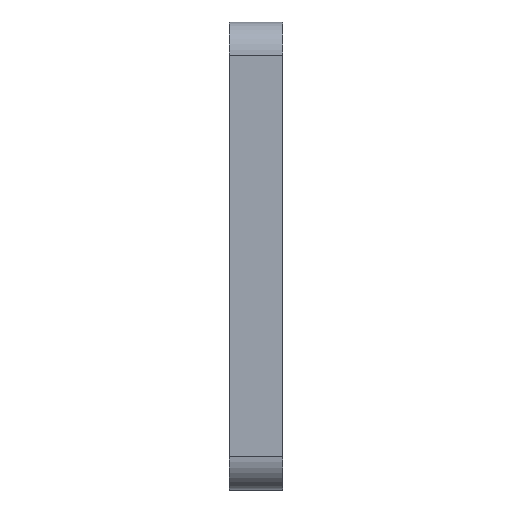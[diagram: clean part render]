
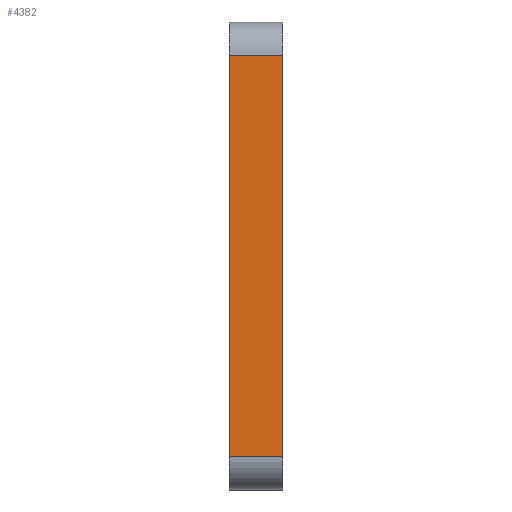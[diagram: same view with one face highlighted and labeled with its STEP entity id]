
A CAD part, left-side view. The second image highlights one B-rep face of the part: STEP entity #4382.
In plain terms, the highlighted planar face has unit normal (-1, 0, 0).
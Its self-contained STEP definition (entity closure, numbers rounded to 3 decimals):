
#51 = PLANE('',#52);
#52 = AXIS2_PLACEMENT_3D('',#53,#54,#55);
#53 = CARTESIAN_POINT('',(0.005,0.,
    -1.376));
#54 = DIRECTION('',(0.,1.,0.));
#55 = DIRECTION('',(0.,0.,1.));
#952 = VERTEX_POINT('',#953);
#953 = CARTESIAN_POINT('',(-17.5,0.,-15.));
#972 = CYLINDRICAL_SURFACE('',#973,2.5);
#973 = AXIS2_PLACEMENT_3D('',#974,#975,#976);
#974 = CARTESIAN_POINT('',(-15.,0.,-15.));
#975 = DIRECTION('',(0.,-1.,0.));
#976 = DIRECTION('',(-1.,0.,0.));
#984 = EDGE_CURVE('',#985,#952,#987,.T.);
#985 = VERTEX_POINT('',#986);
#986 = CARTESIAN_POINT('',(-17.5,0.,15.));
#987 = SURFACE_CURVE('',#988,(#992,#999),.PCURVE_S1.);
#988 = LINE('',#989,#990);
#989 = CARTESIAN_POINT('',(-17.5,0.,17.5));
#990 = VECTOR('',#991,1.);
#991 = DIRECTION('',(0.,0.,-1.));
#992 = PCURVE('',#51,#993);
#993 = DEFINITIONAL_REPRESENTATION('',(#994),#998);
#994 = LINE('',#995,#996);
#995 = CARTESIAN_POINT('',(18.876,-17.505));
#996 = VECTOR('',#997,1.);
#997 = DIRECTION('',(-1.,0.));
#998 = ( GEOMETRIC_REPRESENTATION_CONTEXT(2) 
PARAMETRIC_REPRESENTATION_CONTEXT() REPRESENTATION_CONTEXT('2D SPACE',''
  ) );
#999 = PCURVE('',#1000,#1005);
#1000 = PLANE('',#1001);
#1001 = AXIS2_PLACEMENT_3D('',#1002,#1003,#1004);
#1002 = CARTESIAN_POINT('',(-17.5,0.,17.5));
#1003 = DIRECTION('',(1.,0.,0.));
#1004 = DIRECTION('',(0.,0.,-1.));
#1005 = DEFINITIONAL_REPRESENTATION('',(#1006),#1010);
#1006 = LINE('',#1007,#1008);
#1007 = CARTESIAN_POINT('',(0.,0.));
#1008 = VECTOR('',#1009,1.);
#1009 = DIRECTION('',(1.,0.));
#1010 = ( GEOMETRIC_REPRESENTATION_CONTEXT(2) 
PARAMETRIC_REPRESENTATION_CONTEXT() REPRESENTATION_CONTEXT('2D SPACE',''
  ) );
#1031 = CYLINDRICAL_SURFACE('',#1032,2.5);
#1032 = AXIS2_PLACEMENT_3D('',#1033,#1034,#1035);
#1033 = CARTESIAN_POINT('',(-15.,0.,15.));
#1034 = DIRECTION('',(0.,-1.,0.));
#1035 = DIRECTION('',(0.,0.,1.));
#4247 = PLANE('',#4248);
#4248 = AXIS2_PLACEMENT_3D('',#4249,#4250,#4251);
#4249 = CARTESIAN_POINT('',(0.005,-4.,-1.376));
#4250 = DIRECTION('',(0.,1.,0.));
#4251 = DIRECTION('',(0.,0.,1.));
#4284 = EDGE_CURVE('',#985,#4285,#4287,.T.);
#4285 = VERTEX_POINT('',#4286);
#4286 = CARTESIAN_POINT('',(-17.5,-4.,15.));
#4287 = SURFACE_CURVE('',#4288,(#4292,#4299),.PCURVE_S1.);
#4288 = LINE('',#4289,#4290);
#4289 = CARTESIAN_POINT('',(-17.5,0.,15.));
#4290 = VECTOR('',#4291,1.);
#4291 = DIRECTION('',(0.,-1.,0.));
#4292 = PCURVE('',#1031,#4293);
#4293 = DEFINITIONAL_REPRESENTATION('',(#4294),#4298);
#4294 = LINE('',#4295,#4296);
#4295 = CARTESIAN_POINT('',(1.571,0.));
#4296 = VECTOR('',#4297,1.);
#4297 = DIRECTION('',(0.,1.));
#4298 = ( GEOMETRIC_REPRESENTATION_CONTEXT(2) 
PARAMETRIC_REPRESENTATION_CONTEXT() REPRESENTATION_CONTEXT('2D SPACE',''
  ) );
#4299 = PCURVE('',#1000,#4300);
#4300 = DEFINITIONAL_REPRESENTATION('',(#4301),#4305);
#4301 = LINE('',#4302,#4303);
#4302 = CARTESIAN_POINT('',(2.5,0.));
#4303 = VECTOR('',#4304,1.);
#4304 = DIRECTION('',(0.,-1.));
#4305 = ( GEOMETRIC_REPRESENTATION_CONTEXT(2) 
PARAMETRIC_REPRESENTATION_CONTEXT() REPRESENTATION_CONTEXT('2D SPACE',''
  ) );
#4382 = ADVANCED_FACE('',(#4383),#1000,.F.);
#4383 = FACE_BOUND('',#4384,.F.);
#4384 = EDGE_LOOP('',(#4385,#4386,#4387,#4410));
#4385 = ORIENTED_EDGE('',*,*,#984,.F.);
#4386 = ORIENTED_EDGE('',*,*,#4284,.T.);
#4387 = ORIENTED_EDGE('',*,*,#4388,.T.);
#4388 = EDGE_CURVE('',#4285,#4389,#4391,.T.);
#4389 = VERTEX_POINT('',#4390);
#4390 = CARTESIAN_POINT('',(-17.5,-4.,-15.));
#4391 = SURFACE_CURVE('',#4392,(#4396,#4403),.PCURVE_S1.);
#4392 = LINE('',#4393,#4394);
#4393 = CARTESIAN_POINT('',(-17.5,-4.,17.5));
#4394 = VECTOR('',#4395,1.);
#4395 = DIRECTION('',(0.,0.,-1.));
#4396 = PCURVE('',#1000,#4397);
#4397 = DEFINITIONAL_REPRESENTATION('',(#4398),#4402);
#4398 = LINE('',#4399,#4400);
#4399 = CARTESIAN_POINT('',(0.,-4.));
#4400 = VECTOR('',#4401,1.);
#4401 = DIRECTION('',(1.,0.));
#4402 = ( GEOMETRIC_REPRESENTATION_CONTEXT(2) 
PARAMETRIC_REPRESENTATION_CONTEXT() REPRESENTATION_CONTEXT('2D SPACE',''
  ) );
#4403 = PCURVE('',#4247,#4404);
#4404 = DEFINITIONAL_REPRESENTATION('',(#4405),#4409);
#4405 = LINE('',#4406,#4407);
#4406 = CARTESIAN_POINT('',(18.876,-17.505));
#4407 = VECTOR('',#4408,1.);
#4408 = DIRECTION('',(-1.,0.));
#4409 = ( GEOMETRIC_REPRESENTATION_CONTEXT(2) 
PARAMETRIC_REPRESENTATION_CONTEXT() REPRESENTATION_CONTEXT('2D SPACE',''
  ) );
#4410 = ORIENTED_EDGE('',*,*,#4411,.F.);
#4411 = EDGE_CURVE('',#952,#4389,#4412,.T.);
#4412 = SURFACE_CURVE('',#4413,(#4417,#4424),.PCURVE_S1.);
#4413 = LINE('',#4414,#4415);
#4414 = CARTESIAN_POINT('',(-17.5,0.,-15.));
#4415 = VECTOR('',#4416,1.);
#4416 = DIRECTION('',(0.,-1.,0.));
#4417 = PCURVE('',#1000,#4418);
#4418 = DEFINITIONAL_REPRESENTATION('',(#4419),#4423);
#4419 = LINE('',#4420,#4421);
#4420 = CARTESIAN_POINT('',(32.5,0.));
#4421 = VECTOR('',#4422,1.);
#4422 = DIRECTION('',(0.,-1.));
#4423 = ( GEOMETRIC_REPRESENTATION_CONTEXT(2) 
PARAMETRIC_REPRESENTATION_CONTEXT() REPRESENTATION_CONTEXT('2D SPACE',''
  ) );
#4424 = PCURVE('',#972,#4425);
#4425 = DEFINITIONAL_REPRESENTATION('',(#4426),#4430);
#4426 = LINE('',#4427,#4428);
#4427 = CARTESIAN_POINT('',(0.,0.));
#4428 = VECTOR('',#4429,1.);
#4429 = DIRECTION('',(0.,1.));
#4430 = ( GEOMETRIC_REPRESENTATION_CONTEXT(2) 
PARAMETRIC_REPRESENTATION_CONTEXT() REPRESENTATION_CONTEXT('2D SPACE',''
  ) );
